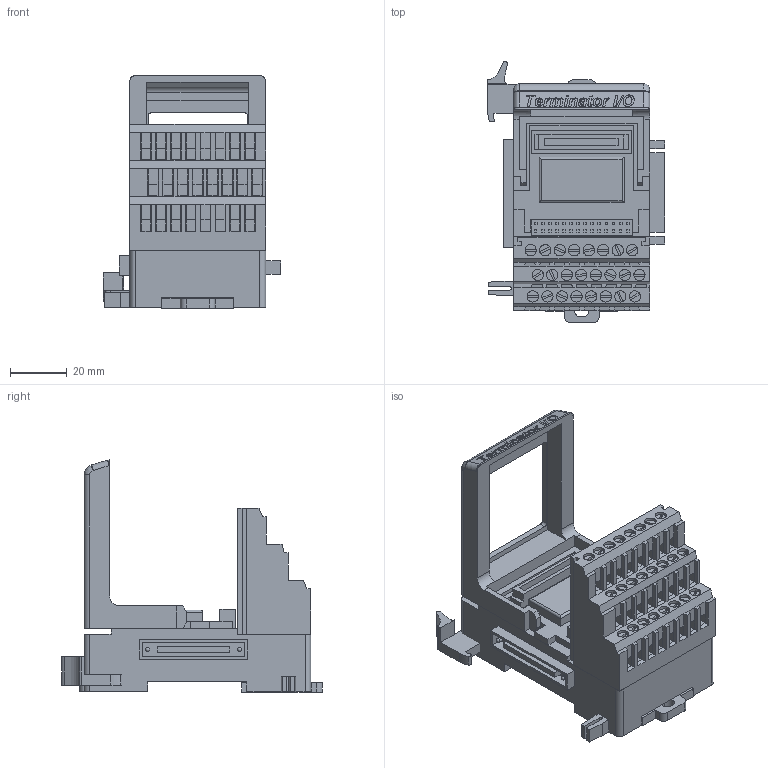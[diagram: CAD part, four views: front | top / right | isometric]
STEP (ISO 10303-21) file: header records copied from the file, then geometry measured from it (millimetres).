
FILE_DESCRIPTION (( 'STEP AP214' ), '1' );
FILE_NAME ('T1K-08B.STEP', '2013-11-05T14:02:58', ( '' ), ( '' ), 'SwSTEP 2.0', 'SolidWorks 2013', '' );
FILE_SCHEMA (( 'AUTOMOTIVE_DESIGN' ));
Length unit declared in the file: millimetre
Products named in the file (1): T1K-08B
Bounding box: 62.5 x 92.07 x 82.17 mm (x, y, z)
Volume: 132525.5 mm3; surface area: 46044.5 mm2
Topology: 36 solids, 36 shells, 1212 faces, 3060 edges, 1979 vertices
Faces by surface type: plane 955, cylinder 152, bspline 99, sphere 4, torus 2
Entity records: 50988 total; most frequent: CARTESIAN_POINT 10845, ORIENTED_EDGE 6104, DIRECTION 5524, EDGE_CURVE 3052, LINE 2408, VECTOR 2408, VERTEX_POINT 1975, AXIS2_PLACEMENT_3D 1558
